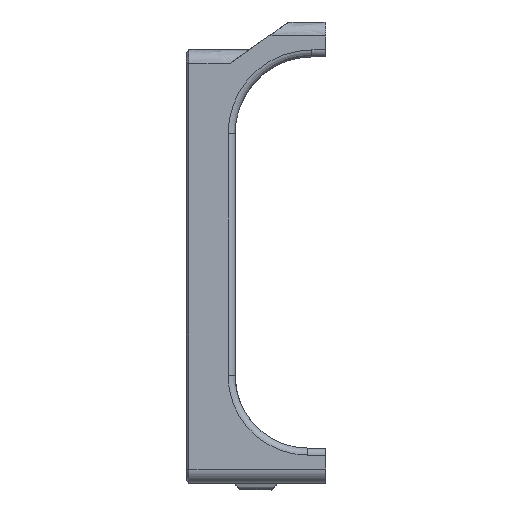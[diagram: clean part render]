
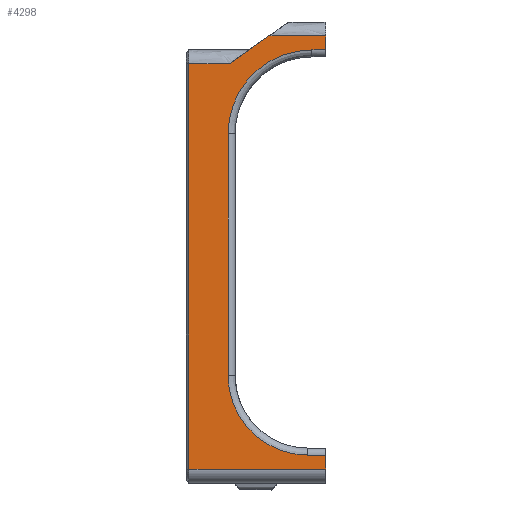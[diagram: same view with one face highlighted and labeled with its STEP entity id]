
A CAD part, left-side view. The second image highlights one B-rep face of the part: STEP entity #4298.
In plain terms, the highlighted planar face has unit normal (-1, 0, 0).
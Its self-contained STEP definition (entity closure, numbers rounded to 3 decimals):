
#181=CIRCLE('',#4634,12.);
#183=CIRCLE('',#4638,11.4);
#464=FACE_OUTER_BOUND('',#708,.T.);
#708=EDGE_LOOP('',(#3192,#3193,#3194,#3195,#3196,#3197,#3198,#3199,#3200,
#3201,#3202,#3203));
#1033=LINE('',#6605,#1438);
#1038=LINE('',#6635,#1443);
#1052=LINE('',#6677,#1457);
#1055=LINE('',#6777,#1460);
#1057=LINE('',#6871,#1462);
#1058=LINE('',#6874,#1463);
#1059=LINE('',#6876,#1464);
#1060=LINE('',#6878,#1465);
#1061=LINE('',#6880,#1466);
#1062=LINE('',#6881,#1467);
#1438=VECTOR('',#5248,10.);
#1443=VECTOR('',#5265,10.);
#1457=VECTOR('',#5291,10.);
#1460=VECTOR('',#5304,10.);
#1462=VECTOR('',#5312,10.);
#1463=VECTOR('',#5315,10.);
#1464=VECTOR('',#5316,10.);
#1465=VECTOR('',#5317,10.);
#1466=VECTOR('',#5318,10.);
#1467=VECTOR('',#5319,10.);
#1901=VERTEX_POINT('',#6602);
#1902=VERTEX_POINT('',#6604);
#1908=VERTEX_POINT('',#6632);
#1909=VERTEX_POINT('',#6634);
#1919=VERTEX_POINT('',#6676);
#1921=VERTEX_POINT('',#6762);
#1923=VERTEX_POINT('',#6773);
#1925=VERTEX_POINT('',#6859);
#1927=VERTEX_POINT('',#6873);
#1928=VERTEX_POINT('',#6875);
#1929=VERTEX_POINT('',#6877);
#1930=VERTEX_POINT('',#6879);
#2378=EDGE_CURVE('',#1902,#1901,#1033,.T.);
#2388=EDGE_CURVE('',#1908,#1909,#1038,.T.);
#2404=EDGE_CURVE('',#1909,#1919,#1052,.T.);
#2409=EDGE_CURVE('',#1919,#1921,#181,.T.);
#2412=EDGE_CURVE('',#1921,#1923,#1055,.T.);
#2415=EDGE_CURVE('',#1923,#1925,#183,.T.);
#2417=EDGE_CURVE('',#1925,#1901,#1057,.T.);
#2418=EDGE_CURVE('',#1927,#1908,#1058,.T.);
#2419=EDGE_CURVE('',#1928,#1927,#1059,.T.);
#2420=EDGE_CURVE('',#1929,#1928,#1060,.T.);
#2421=EDGE_CURVE('',#1930,#1929,#1061,.T.);
#2422=EDGE_CURVE('',#1930,#1902,#1062,.T.);
#3192=ORIENTED_EDGE('',*,*,#2417,.F.);
#3193=ORIENTED_EDGE('',*,*,#2415,.F.);
#3194=ORIENTED_EDGE('',*,*,#2412,.F.);
#3195=ORIENTED_EDGE('',*,*,#2409,.F.);
#3196=ORIENTED_EDGE('',*,*,#2404,.F.);
#3197=ORIENTED_EDGE('',*,*,#2388,.F.);
#3198=ORIENTED_EDGE('',*,*,#2418,.F.);
#3199=ORIENTED_EDGE('',*,*,#2419,.F.);
#3200=ORIENTED_EDGE('',*,*,#2420,.F.);
#3201=ORIENTED_EDGE('',*,*,#2421,.F.);
#3202=ORIENTED_EDGE('',*,*,#2422,.T.);
#3203=ORIENTED_EDGE('',*,*,#2378,.T.);
#4161=PLANE('',#4639);
#4298=ADVANCED_FACE('',(#464),#4161,.F.);
#4634=AXIS2_PLACEMENT_3D('',#6766,#5299,#5300);
#4638=AXIS2_PLACEMENT_3D('',#6863,#5309,#5310);
#4639=AXIS2_PLACEMENT_3D('',#6872,#5313,#5314);
#5248=DIRECTION('',(0.,0.,1.));
#5265=DIRECTION('',(0.,0.,-1.));
#5291=DIRECTION('',(0.,1.,0.));
#5299=DIRECTION('center_axis',(-1.,0.,0.));
#5300=DIRECTION('ref_axis',(0.,0.707,0.707));
#5304=DIRECTION('',(0.,0.,-1.));
#5309=DIRECTION('center_axis',(-1.,0.,0.));
#5310=DIRECTION('ref_axis',(0.,0.707,-0.707));
#5312=DIRECTION('',(0.,-1.,0.));
#5313=DIRECTION('center_axis',(1.,0.,0.));
#5314=DIRECTION('ref_axis',(0.,0.,-1.));
#5315=DIRECTION('',(0.,-1.,0.));
#5316=DIRECTION('',(0.,-0.819,0.574));
#5317=DIRECTION('',(0.,-1.,0.));
#5318=DIRECTION('',(0.,0.,1.));
#5319=DIRECTION('',(0.,-1.,0.));
#6602=CARTESIAN_POINT('',(14.724,-38.,62.096));
#6604=CARTESIAN_POINT('',(14.724,-38.,60.096));
#6605=CARTESIAN_POINT('',(14.724,-38.,57.));
#6632=CARTESIAN_POINT('',(14.724,-38.,122.096));
#6634=CARTESIAN_POINT('',(14.724,-38.,120.096));
#6635=CARTESIAN_POINT('',(14.724,-38.,99.346));
#6676=CARTESIAN_POINT('',(14.724,-36.,120.096));
#6677=CARTESIAN_POINT('',(14.724,-28.,120.096));
#6762=CARTESIAN_POINT('',(14.724,-24.,108.096));
#6766=CARTESIAN_POINT('Origin',(14.724,-36.,108.096));
#6773=CARTESIAN_POINT('',(14.724,-24.,73.496));
#6777=CARTESIAN_POINT('',(14.724,-24.,90.846));
#6859=CARTESIAN_POINT('',(14.724,-35.4,62.096));
#6863=CARTESIAN_POINT('Origin',(14.724,-35.4,73.496));
#6871=CARTESIAN_POINT('',(14.724,-29.5,62.096));
#6872=CARTESIAN_POINT('Origin',(14.724,-18.,107.596));
#6873=CARTESIAN_POINT('',(14.724,-29.856,122.096));
#6874=CARTESIAN_POINT('',(14.724,-28.,122.096));
#6875=CARTESIAN_POINT('',(14.724,-24.144,118.096));
#6876=CARTESIAN_POINT('',(14.724,-23.9,117.926));
#6877=CARTESIAN_POINT('',(14.724,-18.4,118.096));
#6878=CARTESIAN_POINT('',(14.724,-22.5,118.096));
#6879=CARTESIAN_POINT('',(14.724,-18.4,60.096));
#6880=CARTESIAN_POINT('',(14.724,-18.4,99.346));
#6881=CARTESIAN_POINT('',(14.724,-28.,60.096));
